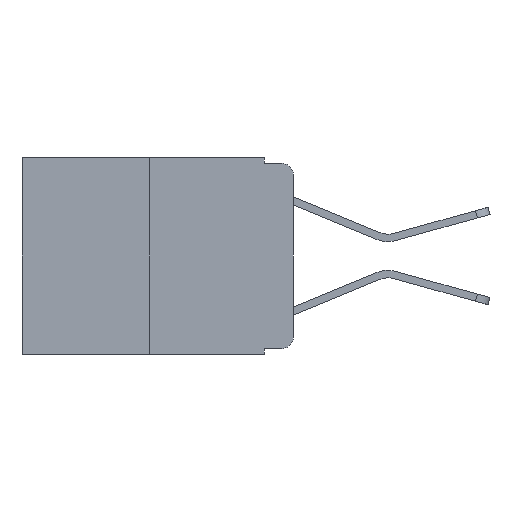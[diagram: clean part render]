
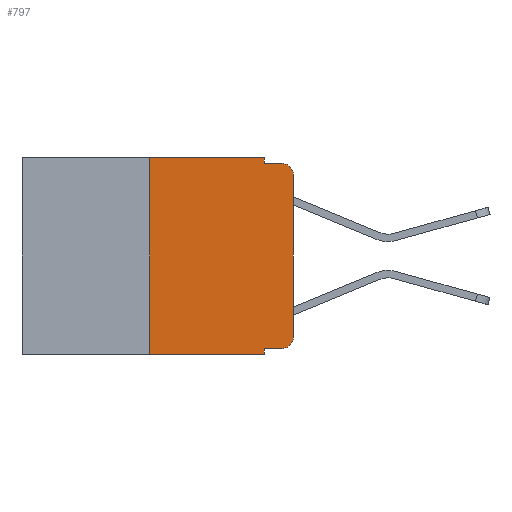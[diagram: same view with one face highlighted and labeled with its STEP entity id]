
A CAD part, left-side view. The second image highlights one B-rep face of the part: STEP entity #797.
In plain terms, the highlighted planar face has unit normal (-1, 0, 0).
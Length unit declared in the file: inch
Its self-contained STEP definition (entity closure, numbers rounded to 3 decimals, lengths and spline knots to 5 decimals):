
#331 = CARTESIAN_POINT ( 'NONE',  ( 0., 0.051, -0.333 ) ) ;
#489 = CARTESIAN_POINT ( 'NONE',  ( 0., 0.051, 0. ) ) ;
#492 = VERTEX_POINT ( 'NONE', #8129 ) ;
#503 = LINE ( 'NONE', #9371, #10836 ) ;
#562 = CARTESIAN_POINT ( 'NONE',  ( 0., 0.051, -0.343 ) ) ;
#668 = PLANE ( 'NONE',  #2294 ) ;
#691 = DIRECTION ( 'NONE',  ( 0., 0., 1. ) ) ;
#797 = ADVANCED_FACE ( 'NONE', ( #9459 ), #668, .F. ) ;
#823 = VECTOR ( 'NONE', #8459, 39.37008 ) ;
#1028 = VERTEX_POINT ( 'NONE', #1114 ) ;
#1114 = CARTESIAN_POINT ( 'NONE',  ( 0., 0.02, -0.01 ) ) ;
#1249 = DIRECTION ( 'NONE',  ( -1., 0., 0. ) ) ;
#1465 = DIRECTION ( 'NONE',  ( -1., 0., 0. ) ) ;
#1487 = DIRECTION ( 'NONE',  ( 0., 0., -1. ) ) ;
#1513 = VERTEX_POINT ( 'NONE', #3892 ) ;
#1570 = LINE ( 'NONE', #5104, #823 ) ;
#1889 = LINE ( 'NONE', #3632, #9741 ) ;
#1906 = VERTEX_POINT ( 'NONE', #9766 ) ;
#1934 = LINE ( 'NONE', #4761, #8899 ) ;
#2294 = AXIS2_PLACEMENT_3D ( 'NONE', #4033, #4200, #5991 ) ;
#2340 = AXIS2_PLACEMENT_3D ( 'NONE', #11048, #1465, #4176 ) ;
#2882 = CIRCLE ( 'NONE', #2340, 0.02 ) ;
#2945 = DIRECTION ( 'NONE',  ( 0., -1., 0. ) ) ;
#2962 = ORIENTED_EDGE ( 'NONE', *, *, #3229, .T. ) ;
#3044 = LINE ( 'NONE', #489, #11386 ) ;
#3152 = ORIENTED_EDGE ( 'NONE', *, *, #10432, .F. ) ;
#3229 = EDGE_CURVE ( 'NONE', #10402, #5029, #9767, .T. ) ;
#3238 = DIRECTION ( 'NONE',  ( 0., -1., 0. ) ) ;
#3632 = CARTESIAN_POINT ( 'NONE',  ( 0., 0.25, 0. ) ) ;
#3654 = VECTOR ( 'NONE', #11092, 39.37008 ) ;
#3892 = CARTESIAN_POINT ( 'NONE',  ( 0., 0.051, -0.01 ) ) ;
#3961 = AXIS2_PLACEMENT_3D ( 'NONE', #9023, #1249, #4777 ) ;
#4016 = CARTESIAN_POINT ( 'NONE',  ( 0., 0.25, -0.343 ) ) ;
#4033 = CARTESIAN_POINT ( 'NONE',  ( 0., 0.473, 0. ) ) ;
#4176 = DIRECTION ( 'NONE',  ( 0., 0., -1. ) ) ;
#4200 = DIRECTION ( 'NONE',  ( 1., 0., 0. ) ) ;
#4594 = ORIENTED_EDGE ( 'NONE', *, *, #5760, .F. ) ;
#4761 = CARTESIAN_POINT ( 'NONE',  ( 0., 0.051, -0.01 ) ) ;
#4777 = DIRECTION ( 'NONE',  ( 0., 0., -1. ) ) ;
#5029 = VERTEX_POINT ( 'NONE', #11377 ) ;
#5104 = CARTESIAN_POINT ( 'NONE',  ( 0., 0.051, 0. ) ) ;
#5233 = EDGE_CURVE ( 'NONE', #6061, #7613, #503, .T. ) ;
#5282 = EDGE_CURVE ( 'NONE', #7848, #5308, #5901, .T. ) ;
#5308 = VERTEX_POINT ( 'NONE', #562 ) ;
#5392 = ORIENTED_EDGE ( 'NONE', *, *, #5233, .F. ) ;
#5465 = CARTESIAN_POINT ( 'NONE',  ( 0., 0.051, -0.333 ) ) ;
#5646 = CARTESIAN_POINT ( 'NONE',  ( 0., 0.25, 0. ) ) ;
#5760 = EDGE_CURVE ( 'NONE', #7613, #1513, #3044, .T. ) ;
#5901 = LINE ( 'NONE', #6642, #3654 ) ;
#5991 = DIRECTION ( 'NONE',  ( 0., 0., -1. ) ) ;
#6007 = EDGE_CURVE ( 'NONE', #7848, #6061, #1889, .T. ) ;
#6061 = VERTEX_POINT ( 'NONE', #5646 ) ;
#6642 = CARTESIAN_POINT ( 'NONE',  ( 0., 0.473, -0.343 ) ) ;
#7134 = ORIENTED_EDGE ( 'NONE', *, *, #10610, .F. ) ;
#7136 = DIRECTION ( 'NONE',  ( 0., 0., 1. ) ) ;
#7613 = VERTEX_POINT ( 'NONE', #10762 ) ;
#7625 = ORIENTED_EDGE ( 'NONE', *, *, #8643, .T. ) ;
#7741 = ORIENTED_EDGE ( 'NONE', *, *, #5282, .T. ) ;
#7848 = VERTEX_POINT ( 'NONE', #4016 ) ;
#7858 = VECTOR ( 'NONE', #2945, 39.37008 ) ;
#8129 = CARTESIAN_POINT ( 'NONE',  ( 0., 0., -0.03 ) ) ;
#8459 = DIRECTION ( 'NONE',  ( 0., 0., -1. ) ) ;
#8643 = EDGE_CURVE ( 'NONE', #5029, #1906, #10580, .T. ) ;
#8899 = VECTOR ( 'NONE', #10761, 39.37008 ) ;
#9023 = CARTESIAN_POINT ( 'NONE',  ( 0., 0.02, -0.313 ) ) ;
#9199 = EDGE_CURVE ( 'NONE', #492, #1028, #2882, .T. ) ;
#9371 = CARTESIAN_POINT ( 'NONE',  ( 0., 0.473, 0. ) ) ;
#9459 = FACE_OUTER_BOUND ( 'NONE', #9991, .T. ) ;
#9703 = CARTESIAN_POINT ( 'NONE',  ( 0., 0., 0. ) ) ;
#9741 = VECTOR ( 'NONE', #7136, 39.37008 ) ;
#9766 = CARTESIAN_POINT ( 'NONE',  ( 0., 0., -0.313 ) ) ;
#9767 = LINE ( 'NONE', #331, #7858 ) ;
#9991 = EDGE_LOOP ( 'NONE', ( #10544, #10555, #3152, #4594, #5392, #10265, #7741, #7134, #2962, #7625 ) ) ;
#10126 = VECTOR ( 'NONE', #691, 39.37008 ) ;
#10265 = ORIENTED_EDGE ( 'NONE', *, *, #6007, .F. ) ;
#10402 = VERTEX_POINT ( 'NONE', #5465 ) ;
#10432 = EDGE_CURVE ( 'NONE', #1513, #1028, #1934, .T. ) ;
#10440 = LINE ( 'NONE', #9703, #10126 ) ;
#10544 = ORIENTED_EDGE ( 'NONE', *, *, #11098, .T. ) ;
#10555 = ORIENTED_EDGE ( 'NONE', *, *, #9199, .T. ) ;
#10580 = CIRCLE ( 'NONE', #3961, 0.02 ) ;
#10610 = EDGE_CURVE ( 'NONE', #10402, #5308, #1570, .T. ) ;
#10761 = DIRECTION ( 'NONE',  ( 0., -1., 0. ) ) ;
#10762 = CARTESIAN_POINT ( 'NONE',  ( 0., 0.051, 0. ) ) ;
#10836 = VECTOR ( 'NONE', #3238, 39.37008 ) ;
#11048 = CARTESIAN_POINT ( 'NONE',  ( 0., 0.02, -0.03 ) ) ;
#11092 = DIRECTION ( 'NONE',  ( 0., -1., 0. ) ) ;
#11098 = EDGE_CURVE ( 'NONE', #1906, #492, #10440, .T. ) ;
#11377 = CARTESIAN_POINT ( 'NONE',  ( 0., 0.02, -0.333 ) ) ;
#11386 = VECTOR ( 'NONE', #1487, 39.37008 ) ;
